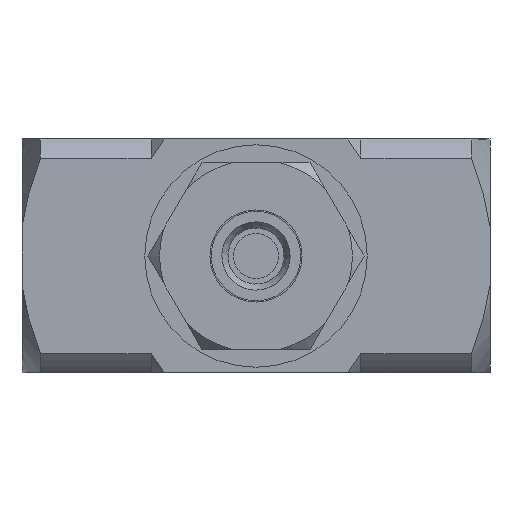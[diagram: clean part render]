
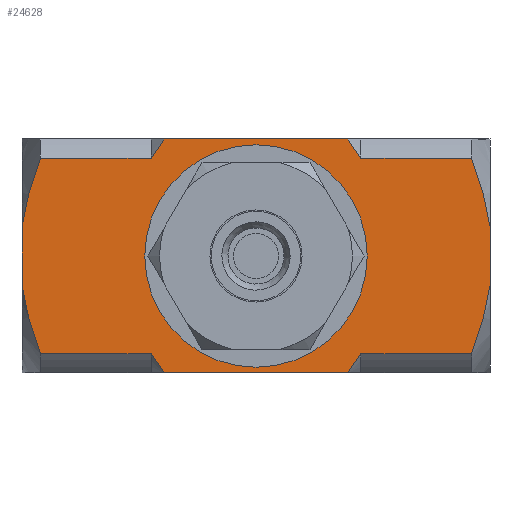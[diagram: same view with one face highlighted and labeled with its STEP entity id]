
A CAD part, front view. The second image highlights one B-rep face of the part: STEP entity #24628.
In plain terms, the highlighted planar face has unit normal (0, -1, 0).
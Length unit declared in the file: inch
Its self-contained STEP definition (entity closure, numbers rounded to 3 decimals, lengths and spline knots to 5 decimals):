
#615=FACE_BOUND('',#2382,.T.);
#790=CIRCLE('',#26089,0.297);
#919=(
BOUNDED_CURVE()
B_SPLINE_CURVE(2,(#31986,#31987,#31988),.UNSPECIFIED.,.F.,.F.)
B_SPLINE_CURVE_WITH_KNOTS((3,3),(0.93423,1.1413),
 .UNSPECIFIED.)
CURVE()
GEOMETRIC_REPRESENTATION_ITEM()
RATIONAL_B_SPLINE_CURVE((1.017,1.01,1.))
REPRESENTATION_ITEM('')
);
#920=(
BOUNDED_CURVE()
B_SPLINE_CURVE(2,(#31992,#31993,#31994),.UNSPECIFIED.,.F.,.F.)
B_SPLINE_CURVE_WITH_KNOTS((3,3),(0.,0.48194),.UNSPECIFIED.)
CURVE()
GEOMETRIC_REPRESENTATION_ITEM()
RATIONAL_B_SPLINE_CURVE((1.,1.033,1.))
REPRESENTATION_ITEM('')
);
#921=(
BOUNDED_CURVE()
B_SPLINE_CURVE(2,(#31998,#31999,#32000),.UNSPECIFIED.,.F.,.F.)
B_SPLINE_CURVE_WITH_KNOTS((3,3),(0.,0.48194),.UNSPECIFIED.)
CURVE()
GEOMETRIC_REPRESENTATION_ITEM()
RATIONAL_B_SPLINE_CURVE((1.,1.033,1.))
REPRESENTATION_ITEM('')
);
#922=(
BOUNDED_CURVE()
B_SPLINE_CURVE(2,(#32004,#32005,#32006),.UNSPECIFIED.,.F.,.F.)
B_SPLINE_CURVE_WITH_KNOTS((3,3),(0.,0.20739),.UNSPECIFIED.)
CURVE()
GEOMETRIC_REPRESENTATION_ITEM()
RATIONAL_B_SPLINE_CURVE((1.,1.01,1.017))
REPRESENTATION_ITEM('')
);
#923=(
BOUNDED_CURVE()
B_SPLINE_CURVE(2,(#32010,#32011,#32012),.UNSPECIFIED.,.F.,.F.)
B_SPLINE_CURVE_WITH_KNOTS((3,3),(0.93391,1.1413),
 .UNSPECIFIED.)
CURVE()
GEOMETRIC_REPRESENTATION_ITEM()
RATIONAL_B_SPLINE_CURVE((1.017,1.01,1.))
REPRESENTATION_ITEM('')
);
#924=(
BOUNDED_CURVE()
B_SPLINE_CURVE(2,(#32015,#32016,#32017),.UNSPECIFIED.,.F.,.F.)
B_SPLINE_CURVE_WITH_KNOTS((3,3),(0.,0.48194),.UNSPECIFIED.)
CURVE()
GEOMETRIC_REPRESENTATION_ITEM()
RATIONAL_B_SPLINE_CURVE((1.,1.033,1.))
REPRESENTATION_ITEM('')
);
#925=(
BOUNDED_CURVE()
B_SPLINE_CURVE(2,(#32019,#32020,#32021),.UNSPECIFIED.,.F.,.F.)
B_SPLINE_CURVE_WITH_KNOTS((3,3),(0.,0.48194),.UNSPECIFIED.)
CURVE()
GEOMETRIC_REPRESENTATION_ITEM()
RATIONAL_B_SPLINE_CURVE((1.,1.033,1.))
REPRESENTATION_ITEM('')
);
#926=(
BOUNDED_CURVE()
B_SPLINE_CURVE(2,(#32025,#32026,#32027),.UNSPECIFIED.,.F.,.F.)
B_SPLINE_CURVE_WITH_KNOTS((3,3),(0.,0.20707),.UNSPECIFIED.)
CURVE()
GEOMETRIC_REPRESENTATION_ITEM()
RATIONAL_B_SPLINE_CURVE((1.,1.01,1.017))
REPRESENTATION_ITEM('')
);
#971=FACE_OUTER_BOUND('',#2381,.T.);
#2381=EDGE_LOOP('',(#16345,#16346,#16347,#16348,#16349,#16350,#16351,#16352,
#16353,#16354,#16355,#16356,#16357,#16358,#16359,#16360));
#2382=EDGE_LOOP('',(#16361));
#3967=LINE('',#31953,#6547);
#3971=LINE('',#31990,#6551);
#3972=LINE('',#31996,#6552);
#3973=LINE('',#32002,#6553);
#3974=LINE('',#32008,#6554);
#3975=LINE('',#32014,#6555);
#3976=LINE('',#32023,#6556);
#3977=LINE('',#32028,#6557);
#6547=VECTOR('',#27177,0.3937);
#6551=VECTOR('',#27187,0.3937);
#6552=VECTOR('',#27188,0.3937);
#6553=VECTOR('',#27189,0.3937);
#6554=VECTOR('',#27190,0.3937);
#6555=VECTOR('',#27191,0.3937);
#6556=VECTOR('',#27192,0.3937);
#6557=VECTOR('',#27193,0.3937);
#10100=VERTEX_POINT('',#31941);
#10105=VERTEX_POINT('',#31951);
#10114=VERTEX_POINT('',#31984);
#10115=VERTEX_POINT('',#31985);
#10116=VERTEX_POINT('',#31989);
#10117=VERTEX_POINT('',#31991);
#10118=VERTEX_POINT('',#31995);
#10119=VERTEX_POINT('',#31997);
#10120=VERTEX_POINT('',#32001);
#10121=VERTEX_POINT('',#32003);
#10122=VERTEX_POINT('',#32007);
#10123=VERTEX_POINT('',#32009);
#10124=VERTEX_POINT('',#32013);
#10125=VERTEX_POINT('',#32018);
#10126=VERTEX_POINT('',#32022);
#10127=VERTEX_POINT('',#32024);
#10128=VERTEX_POINT('',#32029);
#12608=EDGE_CURVE('',#10105,#10100,#3967,.T.);
#12617=EDGE_CURVE('',#10114,#10115,#919,.T.);
#12618=EDGE_CURVE('',#10115,#10116,#3971,.T.);
#12619=EDGE_CURVE('',#10116,#10117,#920,.T.);
#12620=EDGE_CURVE('',#10118,#10117,#3972,.T.);
#12621=EDGE_CURVE('',#10118,#10119,#921,.T.);
#12622=EDGE_CURVE('',#10119,#10120,#3973,.T.);
#12623=EDGE_CURVE('',#10120,#10121,#922,.T.);
#12624=EDGE_CURVE('',#10122,#10121,#3974,.T.);
#12625=EDGE_CURVE('',#10122,#10123,#923,.T.);
#12626=EDGE_CURVE('',#10123,#10124,#3975,.T.);
#12627=EDGE_CURVE('',#10124,#10100,#924,.T.);
#12628=EDGE_CURVE('',#10105,#10125,#925,.T.);
#12629=EDGE_CURVE('',#10125,#10126,#3976,.T.);
#12630=EDGE_CURVE('',#10126,#10127,#926,.T.);
#12631=EDGE_CURVE('',#10114,#10127,#3977,.T.);
#12632=EDGE_CURVE('',#10128,#10128,#790,.T.);
#16345=ORIENTED_EDGE('',*,*,#12617,.T.);
#16346=ORIENTED_EDGE('',*,*,#12618,.T.);
#16347=ORIENTED_EDGE('',*,*,#12619,.T.);
#16348=ORIENTED_EDGE('',*,*,#12620,.F.);
#16349=ORIENTED_EDGE('',*,*,#12621,.T.);
#16350=ORIENTED_EDGE('',*,*,#12622,.T.);
#16351=ORIENTED_EDGE('',*,*,#12623,.T.);
#16352=ORIENTED_EDGE('',*,*,#12624,.F.);
#16353=ORIENTED_EDGE('',*,*,#12625,.T.);
#16354=ORIENTED_EDGE('',*,*,#12626,.T.);
#16355=ORIENTED_EDGE('',*,*,#12627,.T.);
#16356=ORIENTED_EDGE('',*,*,#12608,.F.);
#16357=ORIENTED_EDGE('',*,*,#12628,.T.);
#16358=ORIENTED_EDGE('',*,*,#12629,.T.);
#16359=ORIENTED_EDGE('',*,*,#12630,.T.);
#16360=ORIENTED_EDGE('',*,*,#12631,.F.);
#16361=ORIENTED_EDGE('',*,*,#12632,.T.);
#23763=PLANE('',#26088);
#24628=ADVANCED_FACE('',(#971,#615),#23763,.T.);
#26088=AXIS2_PLACEMENT_3D('',#31983,#27185,#27186);
#26089=AXIS2_PLACEMENT_3D('',#32030,#27194,#27195);
#27177=DIRECTION('',(0.,0.,1.));
#27185=DIRECTION('center_axis',(0.,-1.,0.));
#27186=DIRECTION('ref_axis',(0.,0.,-1.));
#27187=DIRECTION('',(1.,0.,0.));
#27188=DIRECTION('',(0.,0.,-1.));
#27189=DIRECTION('',(-1.,0.,0.));
#27190=DIRECTION('',(1.,0.,0.));
#27191=DIRECTION('',(-1.,0.,0.));
#27192=DIRECTION('',(1.,0.,0.));
#27193=DIRECTION('',(-1.,0.,0.));
#27194=DIRECTION('center_axis',(0.,1.,0.));
#27195=DIRECTION('ref_axis',(-1.,0.,0.));
#31941=CARTESIAN_POINT('',(-0.625,-0.3125,0.07776));
#31951=CARTESIAN_POINT('',(-0.625,-0.3125,-0.07785));
#31953=CARTESIAN_POINT('',(-0.625,-0.3125,-0.3125));
#31983=CARTESIAN_POINT('Origin',(0.,-0.3125,0.3125));
#31984=CARTESIAN_POINT('',(0.24512,-0.3125,-0.3125));
#31985=CARTESIAN_POINT('',(0.28,-0.3125,-0.26084));
#31986=CARTESIAN_POINT('Ctrl Pts',(0.24512,-0.3125,-0.3125));
#31987=CARTESIAN_POINT('Ctrl Pts',(0.26413,-0.3125,-0.28561));
#31988=CARTESIAN_POINT('Ctrl Pts',(0.28,-0.3125,-0.26084));
#31989=CARTESIAN_POINT('',(0.57593,-0.3125,-0.26084));
#31990=CARTESIAN_POINT('',(0.42796,-0.3125,-0.26084));
#31991=CARTESIAN_POINT('',(0.625,-0.3125,-0.07785));
#31992=CARTESIAN_POINT('Ctrl Pts',(0.57593,-0.3125,-0.26084));
#31993=CARTESIAN_POINT('Ctrl Pts',(0.61372,-0.3125,-0.15868));
#31994=CARTESIAN_POINT('Ctrl Pts',(0.625,-0.3125,-0.07785));
#31995=CARTESIAN_POINT('',(0.625,-0.3125,0.07776));
#31996=CARTESIAN_POINT('',(0.625,-0.3125,-0.3125));
#31997=CARTESIAN_POINT('',(0.57593,-0.3125,0.26076));
#31998=CARTESIAN_POINT('Ctrl Pts',(0.625,-0.3125,0.07776));
#31999=CARTESIAN_POINT('Ctrl Pts',(0.61372,-0.3125,0.15859));
#32000=CARTESIAN_POINT('Ctrl Pts',(0.57593,-0.3125,0.26076));
#32001=CARTESIAN_POINT('',(0.28,-0.3125,0.26076));
#32002=CARTESIAN_POINT('',(0.42796,-0.3125,0.26076));
#32003=CARTESIAN_POINT('',(0.24506,-0.3125,0.3125));
#32004=CARTESIAN_POINT('Ctrl Pts',(0.28,-0.3125,0.26076));
#32005=CARTESIAN_POINT('Ctrl Pts',(0.26411,-0.3125,0.28557));
#32006=CARTESIAN_POINT('Ctrl Pts',(0.24506,-0.3125,0.3125));
#32007=CARTESIAN_POINT('',(-0.24506,-0.3125,0.3125));
#32008=CARTESIAN_POINT('',(0.,-0.3125,0.3125));
#32009=CARTESIAN_POINT('',(-0.28,-0.3125,0.26076));
#32010=CARTESIAN_POINT('Ctrl Pts',(-0.24506,-0.3125,0.3125));
#32011=CARTESIAN_POINT('Ctrl Pts',(-0.26411,-0.3125,0.28557));
#32012=CARTESIAN_POINT('Ctrl Pts',(-0.28,-0.3125,0.26076));
#32013=CARTESIAN_POINT('',(-0.57593,-0.3125,0.26076));
#32014=CARTESIAN_POINT('',(-0.42796,-0.3125,0.26076));
#32015=CARTESIAN_POINT('Ctrl Pts',(-0.57593,-0.3125,0.26076));
#32016=CARTESIAN_POINT('Ctrl Pts',(-0.61372,-0.3125,0.15859));
#32017=CARTESIAN_POINT('Ctrl Pts',(-0.625,-0.3125,0.07776));
#32018=CARTESIAN_POINT('',(-0.57593,-0.3125,-0.26084));
#32019=CARTESIAN_POINT('Ctrl Pts',(-0.625,-0.3125,-0.07785));
#32020=CARTESIAN_POINT('Ctrl Pts',(-0.61372,-0.3125,-0.15868));
#32021=CARTESIAN_POINT('Ctrl Pts',(-0.57593,-0.3125,-0.26084));
#32022=CARTESIAN_POINT('',(-0.28,-0.3125,-0.26084));
#32023=CARTESIAN_POINT('',(-0.42796,-0.3125,-0.26084));
#32024=CARTESIAN_POINT('',(-0.24512,-0.3125,-0.3125));
#32025=CARTESIAN_POINT('Ctrl Pts',(-0.28,-0.3125,-0.26084));
#32026=CARTESIAN_POINT('Ctrl Pts',(-0.26413,-0.3125,-0.28561));
#32027=CARTESIAN_POINT('Ctrl Pts',(-0.24512,-0.3125,-0.3125));
#32028=CARTESIAN_POINT('',(0.,-0.3125,-0.3125));
#32029=CARTESIAN_POINT('',(0.297,-0.3125,0.));
#32030=CARTESIAN_POINT('Origin',(0.,-0.3125,0.));
